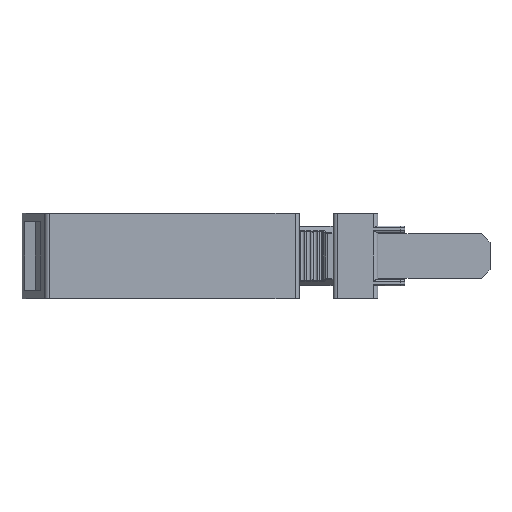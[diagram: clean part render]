
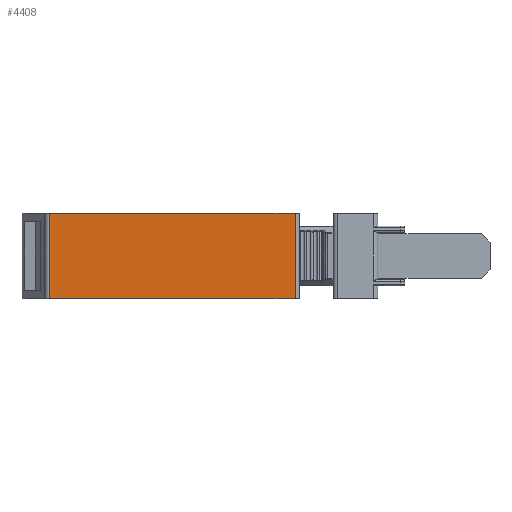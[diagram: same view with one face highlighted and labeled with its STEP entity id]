
A CAD part, front view. The second image highlights one B-rep face of the part: STEP entity #4408.
In plain terms, the highlighted planar face has unit normal (0, -1, 0).
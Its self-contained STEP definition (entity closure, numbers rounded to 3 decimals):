
#830=DIRECTION('',(0.,0.,1.));
#831=VECTOR('',#830,10.1);
#832=CARTESIAN_POINT('',(-29.652,-32.8,-5.05));
#833=LINE('',#832,#831);
#834=DIRECTION('',(1.,0.,0.));
#835=VECTOR('',#834,29.152);
#836=CARTESIAN_POINT('',(-29.652,-32.8,5.05));
#837=LINE('',#836,#835);
#838=DIRECTION('',(0.,0.,-1.));
#839=VECTOR('',#838,10.1);
#840=CARTESIAN_POINT('',(-0.5,-32.8,5.05));
#841=LINE('',#840,#839);
#842=DIRECTION('',(-1.,0.,0.));
#843=VECTOR('',#842,29.152);
#844=CARTESIAN_POINT('',(-0.5,-32.8,-5.05));
#845=LINE('',#844,#843);
#3101=CARTESIAN_POINT('',(-29.652,-32.8,-5.05));
#3103=VERTEX_POINT('',#3101);
#3106=CARTESIAN_POINT('',(-0.5,-32.8,-5.05));
#3108=VERTEX_POINT('',#3106);
#3109=CARTESIAN_POINT('',(-0.5,-32.8,5.05));
#3110=VERTEX_POINT('',#3109);
#3220=CARTESIAN_POINT('',(-29.652,-32.8,5.05));
#3222=VERTEX_POINT('',#3220);
#4395=CARTESIAN_POINT('',(-30.071,-32.8,5.05));
#4396=DIRECTION('',(0.,-1.,0.));
#4397=DIRECTION('',(1.,0.,0.));
#4398=AXIS2_PLACEMENT_3D('',#4395,#4396,#4397);
#4399=PLANE('',#4398);
#4400=ORIENTED_EDGE('',*,*,#4388,.T.);
#4401=ORIENTED_EDGE('',*,*,#4349,.T.);
#4403=ORIENTED_EDGE('',*,*,#4402,.T.);
#4405=ORIENTED_EDGE('',*,*,#4404,.T.);
#4406=EDGE_LOOP('',(#4400,#4401,#4403,#4405));
#4407=FACE_OUTER_BOUND('',#4406,.F.);
#4408=ADVANCED_FACE('',(#4407),#4399,.T.);
#4349=EDGE_CURVE('',#3222,#3110,#837,.T.);
#4388=EDGE_CURVE('',#3103,#3222,#833,.T.);
#4402=EDGE_CURVE('',#3110,#3108,#841,.T.);
#4404=EDGE_CURVE('',#3108,#3103,#845,.T.);
